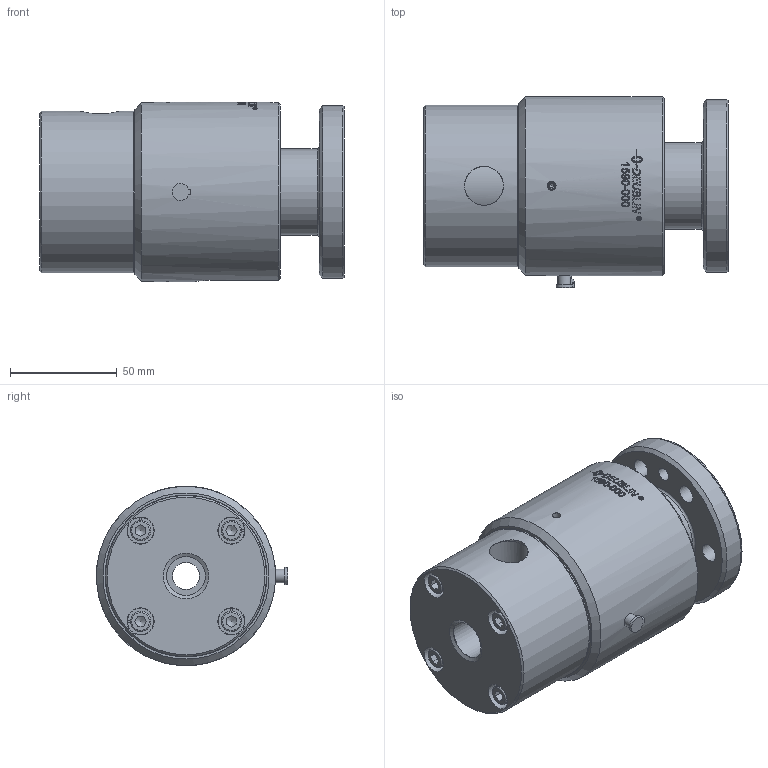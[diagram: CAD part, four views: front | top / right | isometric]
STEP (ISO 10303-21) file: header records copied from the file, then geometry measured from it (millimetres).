
FILE_DESCRIPTION(/* description */ (''),/* implementation_level */ '2;1');
FILE_NAME(/* name */ '1590-000-IC.stp',/* time_stamp */ '2020-05-21T13:18:07-05:00',/* author */ ('GALINDOLM'),/* organization */ (''),/* preprocessor_version */ 'ST-DEVELOPER v18',/* originating_system */ 'Autodesk Inventor 2020',/* authorisation */ '');
FILE_SCHEMA (('AUTOMOTIVE_DESIGN { 1 0 10303 214 3 1 1 }'));
Length unit declared in the file: millimetre
Products named in the file (1): 1590-000-IC
Bounding box: 143.17 x 89.67 x 84.17 mm (x, y, z)
Volume: 615876.6 mm3; surface area: 84537.8 mm2
Topology: 1 solids, 3 shells, 585 faces, 1576 edges, 1066 vertices
Faces by surface type: plane 283, cylinder 148, bspline 111, cone 29, torus 13, sphere 1
Full cylindrical faces by diameter (mm): 0.5 x1, 2.184 x2, 2.4 x2, 3.556 x2, 3.72 x2, 4 x10, 4.7 x1, 6.35 x7, 6.38 x2, 6.401 x1, 7.1 x4, 8.7 x6, 8.738 x6, 9.525 x4, 12.37 x1, 12.7 x6, 12.83 x2, 15.24 x1, 18.25 x2, 19 x1, 35 x1, 40.5 x1, 44.5 x1, 68.1 x1, 74.6 x1, 75.7 x1, 76 x1, 76.07 x1, 80.391 x1, 81 x1
Entity records: 23133 total; most frequent: CARTESIAN_POINT 8236, ORIENTED_EDGE 3142, DIRECTION 2896, EDGE_CURVE 1571, AXIS2_PLACEMENT_3D 1151, VERTEX_POINT 1066, EDGE_LOOP 712, LINE 594
